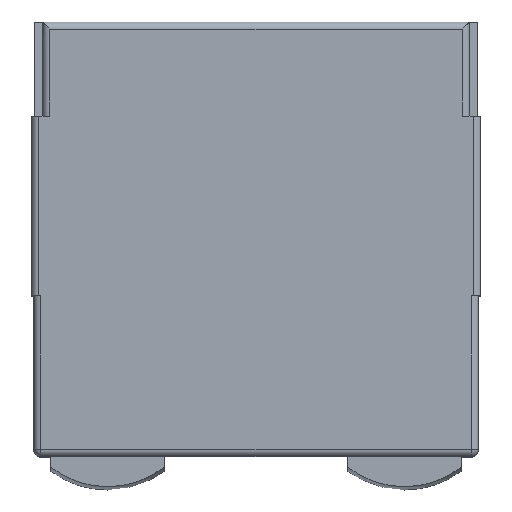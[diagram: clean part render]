
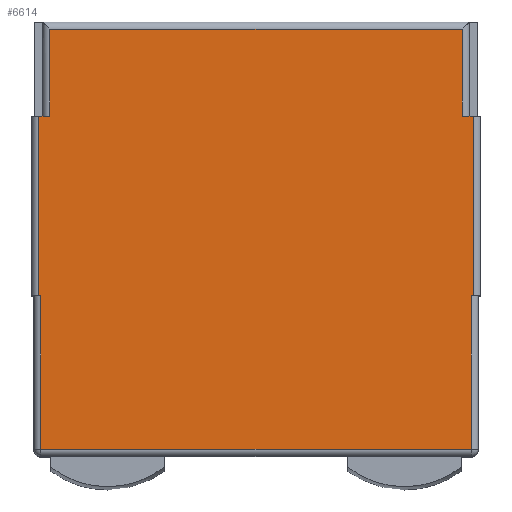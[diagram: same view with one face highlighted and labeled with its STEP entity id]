
A CAD part, top view. The second image highlights one B-rep face of the part: STEP entity #6614.
In plain terms, the highlighted planar face has unit normal (0, 0, 1).
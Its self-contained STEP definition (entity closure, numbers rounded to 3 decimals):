
#137=PLANE('',#7037);
#696=LINE('',#9939,#1522);
#698=LINE('',#9946,#1524);
#699=LINE('',#9949,#1525);
#700=LINE('',#9951,#1526);
#701=LINE('',#9953,#1527);
#702=LINE('',#9955,#1528);
#703=LINE('',#9957,#1529);
#704=LINE('',#9959,#1530);
#705=LINE('',#9961,#1531);
#706=LINE('',#9963,#1532);
#707=LINE('',#9965,#1533);
#708=LINE('',#9966,#1534);
#1522=VECTOR('',#7947,14.478);
#1524=VECTOR('',#7955,3.048);
#1525=VECTOR('',#7958,0.381);
#1526=VECTOR('',#7959,3.048);
#1527=VECTOR('',#7960,0.381);
#1528=VECTOR('',#7961,6.299);
#1529=VECTOR('',#7962,0.076);
#1530=VECTOR('',#7963,5.385);
#1531=VECTOR('',#7964,15.088);
#1532=VECTOR('',#7965,5.385);
#1533=VECTOR('',#7966,0.076);
#1534=VECTOR('',#7967,6.299);
#2169=FACE_OUTER_BOUND('',#2542,.T.);
#2542=EDGE_LOOP('',(#5058,#5059,#5060,#5061,#5062,#5063,#5064,#5065,#5066,
#5067,#5068,#5069));
#3279=VERTEX_POINT('',#9936);
#3280=VERTEX_POINT('',#9938);
#3282=VERTEX_POINT('',#9943);
#3283=VERTEX_POINT('',#9948);
#3284=VERTEX_POINT('',#9950);
#3285=VERTEX_POINT('',#9952);
#3286=VERTEX_POINT('',#9954);
#3287=VERTEX_POINT('',#9956);
#3288=VERTEX_POINT('',#9958);
#3289=VERTEX_POINT('',#9960);
#3290=VERTEX_POINT('',#9962);
#3291=VERTEX_POINT('',#9964);
#3970=EDGE_CURVE('',#3280,#3279,#696,.T.);
#3974=EDGE_CURVE('',#3282,#3280,#698,.T.);
#3975=EDGE_CURVE('',#3283,#3282,#699,.T.);
#3976=EDGE_CURVE('',#3279,#3284,#700,.T.);
#3977=EDGE_CURVE('',#3284,#3285,#701,.T.);
#3978=EDGE_CURVE('',#3285,#3286,#702,.T.);
#3979=EDGE_CURVE('',#3286,#3287,#703,.T.);
#3980=EDGE_CURVE('',#3287,#3288,#704,.T.);
#3981=EDGE_CURVE('',#3288,#3289,#705,.T.);
#3982=EDGE_CURVE('',#3289,#3290,#706,.T.);
#3983=EDGE_CURVE('',#3290,#3291,#707,.T.);
#3984=EDGE_CURVE('',#3291,#3283,#708,.T.);
#5058=ORIENTED_EDGE('',*,*,#3975,.T.);
#5059=ORIENTED_EDGE('',*,*,#3974,.T.);
#5060=ORIENTED_EDGE('',*,*,#3970,.T.);
#5061=ORIENTED_EDGE('',*,*,#3976,.T.);
#5062=ORIENTED_EDGE('',*,*,#3977,.T.);
#5063=ORIENTED_EDGE('',*,*,#3978,.T.);
#5064=ORIENTED_EDGE('',*,*,#3979,.T.);
#5065=ORIENTED_EDGE('',*,*,#3980,.T.);
#5066=ORIENTED_EDGE('',*,*,#3981,.T.);
#5067=ORIENTED_EDGE('',*,*,#3982,.T.);
#5068=ORIENTED_EDGE('',*,*,#3983,.T.);
#5069=ORIENTED_EDGE('',*,*,#3984,.T.);
#6614=ADVANCED_FACE('',(#2169),#137,.T.);
#7037=AXIS2_PLACEMENT_3D('',#9947,#7956,#7957);
#7947=DIRECTION('',(-1.,0.,0.));
#7955=DIRECTION('',(0.,1.,0.));
#7956=DIRECTION('center_axis',(0.,0.,1.));
#7957=DIRECTION('ref_axis',(1.,0.,0.));
#7958=DIRECTION('',(-1.,0.,0.));
#7959=DIRECTION('',(0.,-1.,0.));
#7960=DIRECTION('',(-1.,0.,0.));
#7961=DIRECTION('',(0.,-1.,0.));
#7962=DIRECTION('',(1.,0.,0.));
#7963=DIRECTION('',(0.,-1.,0.));
#7964=DIRECTION('',(1.,0.,0.));
#7965=DIRECTION('',(0.,1.,0.));
#7966=DIRECTION('',(1.,0.,0.));
#7967=DIRECTION('',(0.,1.,0.));
#9936=CARTESIAN_POINT('',(-7.239,7.366,12.827));
#9938=CARTESIAN_POINT('',(7.239,7.366,12.827));
#9939=CARTESIAN_POINT('',(7.239,7.366,12.827));
#9943=CARTESIAN_POINT('',(7.239,4.318,12.827));
#9946=CARTESIAN_POINT('',(7.239,4.318,12.827));
#9947=CARTESIAN_POINT('Origin',(0.,-7.62,12.827));
#9948=CARTESIAN_POINT('',(7.62,4.318,12.827));
#9949=CARTESIAN_POINT('',(7.62,4.318,12.827));
#9950=CARTESIAN_POINT('',(-7.239,4.318,12.827));
#9951=CARTESIAN_POINT('',(-7.239,7.366,12.827));
#9952=CARTESIAN_POINT('',(-7.62,4.318,12.827));
#9953=CARTESIAN_POINT('',(-7.239,4.318,12.827));
#9954=CARTESIAN_POINT('',(-7.62,-1.981,12.827));
#9955=CARTESIAN_POINT('',(-7.62,4.318,12.827));
#9956=CARTESIAN_POINT('',(-7.544,-1.981,12.827));
#9957=CARTESIAN_POINT('',(-7.62,-1.981,12.827));
#9958=CARTESIAN_POINT('',(-7.544,-7.366,12.827));
#9959=CARTESIAN_POINT('',(-7.544,-1.981,12.827));
#9960=CARTESIAN_POINT('',(7.544,-7.366,12.827));
#9961=CARTESIAN_POINT('',(-7.544,-7.366,12.827));
#9962=CARTESIAN_POINT('',(7.544,-1.981,12.827));
#9963=CARTESIAN_POINT('',(7.544,-7.366,12.827));
#9964=CARTESIAN_POINT('',(7.62,-1.981,12.827));
#9965=CARTESIAN_POINT('',(7.544,-1.981,12.827));
#9966=CARTESIAN_POINT('',(7.62,-1.981,12.827));
